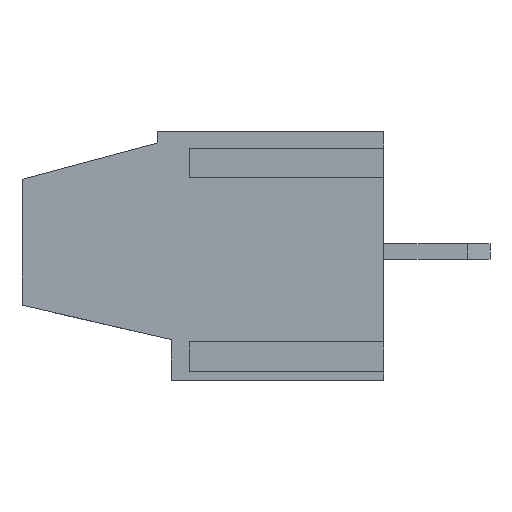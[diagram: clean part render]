
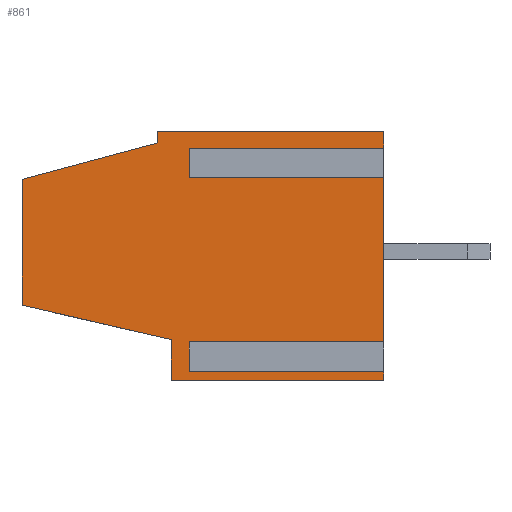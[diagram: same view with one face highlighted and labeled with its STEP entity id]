
A CAD part, left-side view. The second image highlights one B-rep face of the part: STEP entity #861.
In plain terms, the highlighted planar face has unit normal (-1, 0, 0).
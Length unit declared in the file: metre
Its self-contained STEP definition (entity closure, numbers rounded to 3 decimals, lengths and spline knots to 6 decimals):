
#861=ADVANCED_FACE('',(#1820),#1821,.T.);
#1820=FACE_OUTER_BOUND('',#2862,.T.);
#1821=PLANE('',#2863);
#2862=EDGE_LOOP('',(#5428,#5429,#5430,#5431,#5432,#5433,#5434,#5435,#5436,#5437,#5438,#5439,#5440,#5441,#5442,#5443));
#2863=AXIS2_PLACEMENT_3D('',#5444,#5445,#5446);
#5428=ORIENTED_EDGE('',*,*,#7164,.F.);
#5429=ORIENTED_EDGE('',*,*,#7211,.F.);
#5430=ORIENTED_EDGE('',*,*,#7137,.T.);
#5431=ORIENTED_EDGE('',*,*,#6995,.F.);
#5432=ORIENTED_EDGE('',*,*,#7061,.F.);
#5433=ORIENTED_EDGE('',*,*,#6963,.F.);
#5434=ORIENTED_EDGE('',*,*,#7212,.T.);
#5435=ORIENTED_EDGE('',*,*,#6991,.F.);
#5436=ORIENTED_EDGE('',*,*,#6161,.F.);
#5437=ORIENTED_EDGE('',*,*,#6270,.F.);
#5438=ORIENTED_EDGE('',*,*,#6665,.F.);
#5439=ORIENTED_EDGE('',*,*,#7213,.F.);
#5440=ORIENTED_EDGE('',*,*,#7214,.F.);
#5441=ORIENTED_EDGE('',*,*,#7215,.F.);
#5442=ORIENTED_EDGE('',*,*,#6561,.F.);
#5443=ORIENTED_EDGE('',*,*,#6998,.F.);
#5444=CARTESIAN_POINT('',(-0.0254,0.0094,0.0));
#5445=DIRECTION('',(-1.0,0.0,0.0));
#5446=DIRECTION('',(0.0,0.0,1.0));
#6161=EDGE_CURVE('',#7344,#7347,#7348,.T.);
#6270=EDGE_CURVE('',#7546,#7344,#7549,.T.);
#6561=EDGE_CURVE('',#8031,#8033,#8034,.T.);
#6665=EDGE_CURVE('',#8203,#7546,#8205,.T.);
#6963=EDGE_CURVE('',#8634,#8635,#8636,.T.);
#6991=EDGE_CURVE('',#7347,#8675,#8676,.T.);
#6995=EDGE_CURVE('',#8681,#8683,#8684,.T.);
#6998=EDGE_CURVE('',#8686,#8031,#8688,.T.);
#7061=EDGE_CURVE('',#8635,#8681,#8763,.T.);
#7137=EDGE_CURVE('',#8851,#8683,#8852,.T.);
#7164=EDGE_CURVE('',#8881,#8686,#8882,.T.);
#7211=EDGE_CURVE('',#8851,#8881,#8937,.T.);
#7212=EDGE_CURVE('',#8634,#8675,#8938,.T.);
#7213=EDGE_CURVE('',#8939,#8203,#8940,.T.);
#7214=EDGE_CURVE('',#8941,#8939,#8942,.T.);
#7215=EDGE_CURVE('',#8033,#8941,#8943,.T.);
#7344=VERTEX_POINT('',#9079);
#7347=VERTEX_POINT('',#9083);
#7348=LINE('',#9084,#9085);
#7546=VERTEX_POINT('',#9371);
#7549=LINE('',#9375,#9376);
#8031=VERTEX_POINT('',#10080);
#8033=VERTEX_POINT('',#10083);
#8034=LINE('',#10084,#10085);
#8203=VERTEX_POINT('',#10339);
#8205=LINE('',#10342,#10343);
#8634=VERTEX_POINT('',#10984);
#8635=VERTEX_POINT('',#10985);
#8636=LINE('',#10986,#10987);
#8675=VERTEX_POINT('',#11059);
#8676=LINE('',#11060,#11061);
#8681=VERTEX_POINT('',#11068);
#8683=VERTEX_POINT('',#11071);
#8684=LINE('',#11072,#11073);
#8686=VERTEX_POINT('',#11076);
#8688=LINE('',#11079,#11080);
#8763=LINE('',#11198,#11199);
#8851=VERTEX_POINT('',#11324);
#8852=LINE('',#11325,#11326);
#8881=VERTEX_POINT('',#11368);
#8882=LINE('',#11369,#11370);
#8937=LINE('',#11450,#11451);
#8938=LINE('',#11452,#11453);
#8939=VERTEX_POINT('',#11454);
#8940=LINE('',#11455,#11456);
#8941=VERTEX_POINT('',#11457);
#8942=LINE('',#11458,#11459);
#8943=LINE('',#11460,#11461);
#9079=CARTESIAN_POINT('',(-0.0254,0.01,0.0));
#9083=CARTESIAN_POINT('',(-0.0254,0.0,0.0));
#9084=CARTESIAN_POINT('',(-0.0254,0.0,0.0));
#9085=VECTOR('',#11624,1.0);
#9371=CARTESIAN_POINT('',(-0.0254,0.01,-0.0005));
#9375=CARTESIAN_POINT('',(-0.0254,0.01,0.0));
#9376=VECTOR('',#11729,1.0);
#10080=CARTESIAN_POINT('',(-0.0254,0.0,-0.011));
#10083=CARTESIAN_POINT('',(-0.0254,0.0094,-0.011));
#10084=CARTESIAN_POINT('',(-0.0254,0.0094,-0.011));
#10085=VECTOR('',#12003,1.0);
#10339=CARTESIAN_POINT('',(-0.0254,0.016,-0.002108));
#10342=CARTESIAN_POINT('',(-0.0254,0.01,-0.0005));
#10343=VECTOR('',#12096,1.0);
#10984=CARTESIAN_POINT('',(-0.0254,0.0086,-0.001));
#10985=CARTESIAN_POINT('',(-0.0254,0.0086,-0.0018));
#10986=CARTESIAN_POINT('',(-0.0254,0.0086,-0.0018));
#10987=VECTOR('',#12336,1.0);
#11059=CARTESIAN_POINT('',(-0.0254,0.0,-0.001));
#11060=CARTESIAN_POINT('',(-0.0254,0.0,-0.011));
#11061=VECTOR('',#12360,1.0);
#11068=CARTESIAN_POINT('',(-0.0254,0.,-0.0018));
#11071=CARTESIAN_POINT('',(-0.0254,0.0,-0.00955));
#11072=CARTESIAN_POINT('',(-0.0254,0.0,-0.011));
#11073=VECTOR('',#12364,1.0);
#11076=CARTESIAN_POINT('',(-0.0254,0.0,-0.01035));
#11079=CARTESIAN_POINT('',(-0.0254,0.0,-0.011));
#11080=VECTOR('',#12367,1.0);
#11198=CARTESIAN_POINT('',(-0.0254,0.0086,-0.0018));
#11199=VECTOR('',#12420,1.0);
#11324=CARTESIAN_POINT('',(-0.0254,0.0086,-0.00955));
#11325=CARTESIAN_POINT('',(-0.0254,0.0086,-0.00955));
#11326=VECTOR('',#12473,1.0);
#11368=CARTESIAN_POINT('',(-0.0254,0.0086,-0.01035));
#11369=CARTESIAN_POINT('',(-0.0254,0.0086,-0.01035));
#11370=VECTOR('',#12487,1.0);
#11450=CARTESIAN_POINT('',(-0.0254,0.0086,-0.01035));
#11451=VECTOR('',#12513,1.0);
#11452=CARTESIAN_POINT('',(-0.0254,0.0086,-0.001));
#11453=VECTOR('',#12514,1.0);
#11454=CARTESIAN_POINT('',(-0.0254,0.016,-0.007676));
#11455=CARTESIAN_POINT('',(-0.0254,0.016,-0.002108));
#11456=VECTOR('',#12515,1.0);
#11457=CARTESIAN_POINT('',(-0.0254,0.0094,-0.0092));
#11458=CARTESIAN_POINT('',(-0.0254,0.016,-0.007676));
#11459=VECTOR('',#12516,1.0);
#11460=CARTESIAN_POINT('',(-0.0254,0.0094,-0.0092));
#11461=VECTOR('',#12517,1.0);
#11624=DIRECTION('',(0.0,-1.0,0.0));
#11729=DIRECTION('',(0.0,0.0,1.0));
#12003=DIRECTION('',(0.0,1.0,0.0));
#12096=DIRECTION('',(0.0,-0.966,0.259));
#12336=DIRECTION('',(0.,0.,-1.0));
#12360=DIRECTION('',(0.0,0.0,-1.0));
#12364=DIRECTION('',(0.0,0.0,-1.0));
#12367=DIRECTION('',(0.0,0.0,-1.0));
#12420=DIRECTION('',(0.,-1.0,0.0));
#12473=DIRECTION('',(0.,-1.0,0.0));
#12487=DIRECTION('',(0.,-1.0,0.0));
#12513=DIRECTION('',(0.,0.,-1.0));
#12514=DIRECTION('',(0.,-1.0,0.0));
#12515=DIRECTION('',(0.0,0.0,1.0));
#12516=DIRECTION('',(0.0,0.974,0.225));
#12517=DIRECTION('',(0.0,0.0,1.0));
